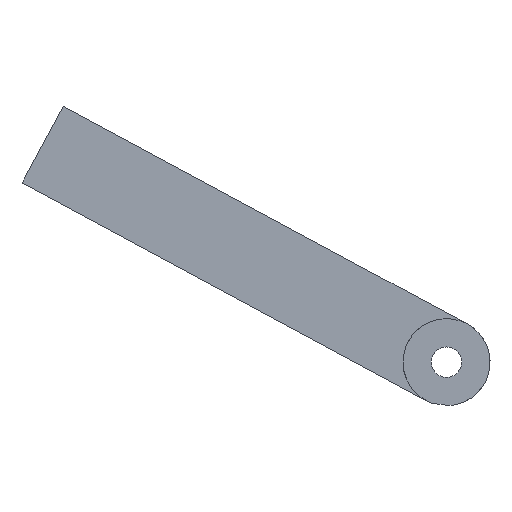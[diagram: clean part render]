
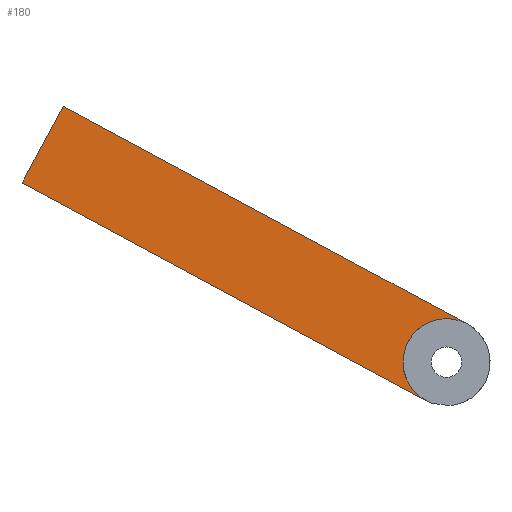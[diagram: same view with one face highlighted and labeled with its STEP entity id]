
A CAD part, front view. The second image highlights one B-rep face of the part: STEP entity #180.
In plain terms, the highlighted planar face has unit normal (0, -1, 0).
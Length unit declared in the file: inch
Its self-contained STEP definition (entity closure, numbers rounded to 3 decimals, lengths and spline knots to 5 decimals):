
#23=PLANE('',#208);
#31=FACE_OUTER_BOUND('',#42,.T.);
#42=EDGE_LOOP('',(#145,#146,#147,#148));
#52=LINE('',#291,#65);
#55=LINE('',#297,#68);
#58=LINE('',#302,#71);
#65=VECTOR('',#234,0.3937);
#68=VECTOR('',#239,0.3937);
#71=VECTOR('',#244,0.3937);
#76=CIRCLE('',#202,0.191);
#86=VERTEX_POINT('',#281);
#87=VERTEX_POINT('',#282);
#90=VERTEX_POINT('',#290);
#92=VERTEX_POINT('',#296);
#102=EDGE_CURVE('',#86,#87,#76,.T.);
#106=EDGE_CURVE('',#90,#87,#52,.T.);
#109=EDGE_CURVE('',#92,#90,#55,.T.);
#112=EDGE_CURVE('',#86,#92,#58,.T.);
#145=ORIENTED_EDGE('',*,*,#112,.F.);
#146=ORIENTED_EDGE('',*,*,#102,.T.);
#147=ORIENTED_EDGE('',*,*,#106,.F.);
#148=ORIENTED_EDGE('',*,*,#109,.F.);
#180=ADVANCED_FACE('',(#31),#23,.F.);
#202=AXIS2_PLACEMENT_3D('',#283,#226,#227);
#208=AXIS2_PLACEMENT_3D('',#305,#248,#249);
#226=DIRECTION('center_axis',(0.,1.,0.));
#227=DIRECTION('ref_axis',(-0.866,0.,0.5));
#234=DIRECTION('',(0.881,0.,-0.474));
#239=DIRECTION('',(0.474,0.,0.881));
#244=DIRECTION('',(-0.881,0.,0.474));
#248=DIRECTION('center_axis',(0.,1.,0.));
#249=DIRECTION('ref_axis',(-1.,0.,0.));
#281=CARTESIAN_POINT('',(0.49685,1.2841,5.79214));
#282=CARTESIAN_POINT('',(0.67794,1.2841,6.12849));
#283=CARTESIAN_POINT('Origin',(0.58739,1.2841,5.96031));
#290=CARTESIAN_POINT('',(-1.09589,1.2841,7.08347));
#291=CARTESIAN_POINT('',(-1.09589,1.2841,7.08347));
#296=CARTESIAN_POINT('',(-1.27697,1.2841,6.74711));
#297=CARTESIAN_POINT('',(-1.27697,1.2841,6.74711));
#302=CARTESIAN_POINT('',(0.49685,1.2841,5.79214));
#305=CARTESIAN_POINT('Origin',(-0.29952,1.2841,6.4378));
